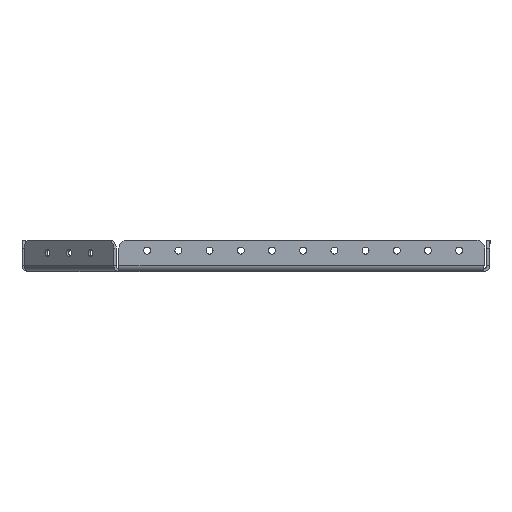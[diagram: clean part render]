
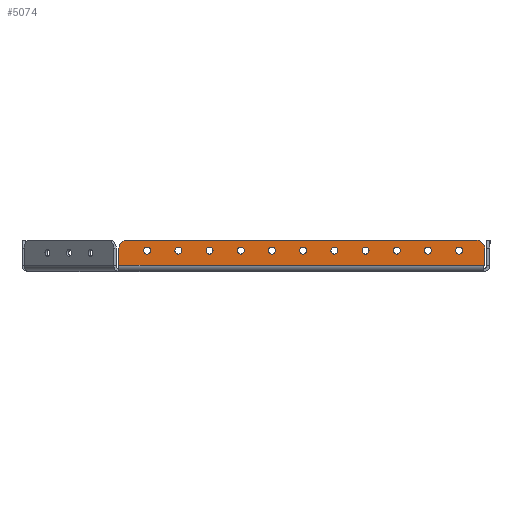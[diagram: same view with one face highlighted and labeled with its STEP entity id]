
A CAD part, left-side view. The second image highlights one B-rep face of the part: STEP entity #5074.
In plain terms, the highlighted planar face has unit normal (-1, 0, 0).
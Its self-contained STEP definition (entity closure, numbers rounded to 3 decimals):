
#102=FACE_BOUND('',#943,.T.);
#103=FACE_BOUND('',#944,.T.);
#104=FACE_BOUND('',#945,.T.);
#105=FACE_BOUND('',#946,.T.);
#106=FACE_BOUND('',#947,.T.);
#107=FACE_BOUND('',#948,.T.);
#108=FACE_BOUND('',#949,.T.);
#109=FACE_BOUND('',#950,.T.);
#110=FACE_BOUND('',#951,.T.);
#111=FACE_BOUND('',#952,.T.);
#112=FACE_BOUND('',#953,.T.);
#369=PLANE('',#5667);
#610=FACE_OUTER_BOUND('',#942,.T.);
#942=EDGE_LOOP('',(#4308,#4309,#4310,#4311,#4312,#4313,#4314));
#943=EDGE_LOOP('',(#4315));
#944=EDGE_LOOP('',(#4316));
#945=EDGE_LOOP('',(#4317));
#946=EDGE_LOOP('',(#4318));
#947=EDGE_LOOP('',(#4319));
#948=EDGE_LOOP('',(#4320));
#949=EDGE_LOOP('',(#4321));
#950=EDGE_LOOP('',(#4322));
#951=EDGE_LOOP('',(#4323));
#952=EDGE_LOOP('',(#4324));
#953=EDGE_LOOP('',(#4325));
#1197=LINE('',#7296,#1536);
#1254=LINE('',#7534,#1593);
#1476=LINE('',#8471,#1815);
#1479=LINE('',#8483,#1818);
#1481=LINE('',#8486,#1820);
#1536=VECTOR('',#5775,10.);
#1593=VECTOR('',#6000,10.);
#1815=VECTOR('',#7084,10.);
#1818=VECTOR('',#7097,10.);
#1820=VECTOR('',#7101,10.);
#1883=CIRCLE('',#5140,5.);
#1944=CIRCLE('',#5225,5.);
#2144=CIRCLE('',#5539,2.25);
#2146=CIRCLE('',#5543,2.25);
#2148=CIRCLE('',#5547,2.25);
#2150=CIRCLE('',#5551,2.25);
#2152=CIRCLE('',#5555,2.25);
#2154=CIRCLE('',#5559,2.25);
#2156=CIRCLE('',#5563,2.25);
#2158=CIRCLE('',#5567,2.25);
#2160=CIRCLE('',#5571,2.25);
#2162=CIRCLE('',#5575,2.25);
#2164=CIRCLE('',#5579,2.25);
#2233=VERTEX_POINT('',#7283);
#2234=VERTEX_POINT('',#7284);
#2238=VERTEX_POINT('',#7294);
#2334=VERTEX_POINT('',#7528);
#2335=VERTEX_POINT('',#7532);
#2535=VERTEX_POINT('',#8158);
#2537=VERTEX_POINT('',#8166);
#2539=VERTEX_POINT('',#8174);
#2541=VERTEX_POINT('',#8182);
#2543=VERTEX_POINT('',#8190);
#2545=VERTEX_POINT('',#8198);
#2547=VERTEX_POINT('',#8206);
#2549=VERTEX_POINT('',#8214);
#2551=VERTEX_POINT('',#8222);
#2553=VERTEX_POINT('',#8230);
#2555=VERTEX_POINT('',#8238);
#2619=VERTEX_POINT('',#8470);
#2623=VERTEX_POINT('',#8482);
#2673=EDGE_CURVE('',#2233,#2234,#1883,.T.);
#2679=EDGE_CURVE('',#2233,#2238,#1197,.T.);
#2793=EDGE_CURVE('',#2334,#2238,#1944,.T.);
#2796=EDGE_CURVE('',#2334,#2335,#1254,.T.);
#3109=EDGE_CURVE('',#2535,#2535,#2144,.T.);
#3113=EDGE_CURVE('',#2537,#2537,#2146,.T.);
#3117=EDGE_CURVE('',#2539,#2539,#2148,.T.);
#3121=EDGE_CURVE('',#2541,#2541,#2150,.T.);
#3125=EDGE_CURVE('',#2543,#2543,#2152,.T.);
#3129=EDGE_CURVE('',#2545,#2545,#2154,.T.);
#3133=EDGE_CURVE('',#2547,#2547,#2156,.T.);
#3137=EDGE_CURVE('',#2549,#2549,#2158,.T.);
#3141=EDGE_CURVE('',#2551,#2551,#2160,.T.);
#3145=EDGE_CURVE('',#2553,#2553,#2162,.T.);
#3149=EDGE_CURVE('',#2555,#2555,#2164,.T.);
#3264=EDGE_CURVE('',#2335,#2619,#1476,.T.);
#3270=EDGE_CURVE('',#2623,#2234,#1479,.T.);
#3272=EDGE_CURVE('',#2619,#2623,#1481,.T.);
#4308=ORIENTED_EDGE('',*,*,#2673,.F.);
#4309=ORIENTED_EDGE('',*,*,#2679,.T.);
#4310=ORIENTED_EDGE('',*,*,#2793,.F.);
#4311=ORIENTED_EDGE('',*,*,#2796,.T.);
#4312=ORIENTED_EDGE('',*,*,#3264,.T.);
#4313=ORIENTED_EDGE('',*,*,#3272,.T.);
#4314=ORIENTED_EDGE('',*,*,#3270,.T.);
#4315=ORIENTED_EDGE('',*,*,#3109,.T.);
#4316=ORIENTED_EDGE('',*,*,#3113,.T.);
#4317=ORIENTED_EDGE('',*,*,#3117,.T.);
#4318=ORIENTED_EDGE('',*,*,#3121,.T.);
#4319=ORIENTED_EDGE('',*,*,#3125,.T.);
#4320=ORIENTED_EDGE('',*,*,#3129,.T.);
#4321=ORIENTED_EDGE('',*,*,#3133,.T.);
#4322=ORIENTED_EDGE('',*,*,#3137,.T.);
#4323=ORIENTED_EDGE('',*,*,#3141,.T.);
#4324=ORIENTED_EDGE('',*,*,#3145,.T.);
#4325=ORIENTED_EDGE('',*,*,#3149,.T.);
#5074=ADVANCED_FACE('',(#610,#102,#103,#104,#105,#106,#107,#108,#109,#110,
#111,#112),#369,.T.);
#5140=AXIS2_PLACEMENT_3D('',#7285,#5765,#5766);
#5225=AXIS2_PLACEMENT_3D('',#7529,#5994,#5995);
#5539=AXIS2_PLACEMENT_3D('',#8160,#6738,#6739);
#5543=AXIS2_PLACEMENT_3D('',#8168,#6748,#6749);
#5547=AXIS2_PLACEMENT_3D('',#8176,#6758,#6759);
#5551=AXIS2_PLACEMENT_3D('',#8184,#6768,#6769);
#5555=AXIS2_PLACEMENT_3D('',#8192,#6778,#6779);
#5559=AXIS2_PLACEMENT_3D('',#8200,#6788,#6789);
#5563=AXIS2_PLACEMENT_3D('',#8208,#6798,#6799);
#5567=AXIS2_PLACEMENT_3D('',#8216,#6808,#6809);
#5571=AXIS2_PLACEMENT_3D('',#8224,#6818,#6819);
#5575=AXIS2_PLACEMENT_3D('',#8232,#6828,#6829);
#5579=AXIS2_PLACEMENT_3D('',#8240,#6838,#6839);
#5667=AXIS2_PLACEMENT_3D('',#8494,#7111,#7112);
#5765=DIRECTION('center_axis',(1.,0.,0.));
#5766=DIRECTION('ref_axis',(0.,-0.707,0.707));
#5775=DIRECTION('',(0.,1.,0.));
#5994=DIRECTION('center_axis',(1.,0.,0.));
#5995=DIRECTION('ref_axis',(0.,0.707,0.707));
#6000=DIRECTION('',(0.,0.,-1.));
#6738=DIRECTION('center_axis',(1.,0.,0.));
#6739=DIRECTION('ref_axis',(0.,0.,-1.));
#6748=DIRECTION('center_axis',(1.,0.,0.));
#6749=DIRECTION('ref_axis',(0.,0.,-1.));
#6758=DIRECTION('center_axis',(1.,0.,0.));
#6759=DIRECTION('ref_axis',(0.,0.,-1.));
#6768=DIRECTION('center_axis',(1.,0.,0.));
#6769=DIRECTION('ref_axis',(0.,0.,-1.));
#6778=DIRECTION('center_axis',(1.,0.,0.));
#6779=DIRECTION('ref_axis',(0.,0.,-1.));
#6788=DIRECTION('center_axis',(1.,0.,0.));
#6789=DIRECTION('ref_axis',(0.,0.,-1.));
#6798=DIRECTION('center_axis',(1.,0.,0.));
#6799=DIRECTION('ref_axis',(0.,0.,-1.));
#6808=DIRECTION('center_axis',(1.,0.,0.));
#6809=DIRECTION('ref_axis',(0.,0.,-1.));
#6818=DIRECTION('center_axis',(1.,0.,0.));
#6819=DIRECTION('ref_axis',(0.,0.,-1.));
#6828=DIRECTION('center_axis',(1.,0.,0.));
#6829=DIRECTION('ref_axis',(0.,0.,-1.));
#6838=DIRECTION('center_axis',(1.,0.,0.));
#6839=DIRECTION('ref_axis',(0.,0.,-1.));
#7084=DIRECTION('',(0.,-1.,0.));
#7097=DIRECTION('',(0.,0.,1.));
#7101=DIRECTION('',(0.,-1.,0.));
#7111=DIRECTION('center_axis',(-1.,0.,0.));
#7112=DIRECTION('ref_axis',(0.,0.,1.));
#7283=CARTESIAN_POINT('',(-201.,-141.586,20.));
#7284=CARTESIAN_POINT('',(-201.,-146.586,15.));
#7285=CARTESIAN_POINT('Origin',(-201.,-141.586,15.));
#7294=CARTESIAN_POINT('',(-201.,82.85,20.));
#7296=CARTESIAN_POINT('',(-201.,87.85,20.));
#7528=CARTESIAN_POINT('',(-201.,87.85,15.));
#7529=CARTESIAN_POINT('Origin',(-201.,82.85,15.));
#7532=CARTESIAN_POINT('',(-201.,87.85,4.));
#7534=CARTESIAN_POINT('',(-201.,87.85,4.));
#8158=CARTESIAN_POINT('',(-201.,29.795,15.664));
#8160=CARTESIAN_POINT('Origin',(-201.,29.795,13.414));
#8166=CARTESIAN_POINT('',(-201.,-50.205,15.664));
#8168=CARTESIAN_POINT('Origin',(-201.,-50.205,13.414));
#8174=CARTESIAN_POINT('',(-201.,-130.205,15.664));
#8176=CARTESIAN_POINT('Origin',(-201.,-130.205,13.414));
#8182=CARTESIAN_POINT('',(-201.,-70.205,15.664));
#8184=CARTESIAN_POINT('Origin',(-201.,-70.205,13.414));
#8190=CARTESIAN_POINT('',(-201.,9.795,15.664));
#8192=CARTESIAN_POINT('Origin',(-201.,9.795,13.414));
#8198=CARTESIAN_POINT('',(-201.,49.795,15.664));
#8200=CARTESIAN_POINT('Origin',(-201.,49.795,13.414));
#8206=CARTESIAN_POINT('',(-201.,-30.205,15.664));
#8208=CARTESIAN_POINT('Origin',(-201.,-30.205,13.414));
#8214=CARTESIAN_POINT('',(-201.,-110.205,15.664));
#8216=CARTESIAN_POINT('Origin',(-201.,-110.205,13.414));
#8222=CARTESIAN_POINT('',(-201.,-90.205,15.664));
#8224=CARTESIAN_POINT('Origin',(-201.,-90.205,13.414));
#8230=CARTESIAN_POINT('',(-201.,-10.205,15.664));
#8232=CARTESIAN_POINT('Origin',(-201.,-10.205,13.414));
#8238=CARTESIAN_POINT('',(-201.,69.795,15.664));
#8240=CARTESIAN_POINT('Origin',(-201.,69.795,13.414));
#8470=CARTESIAN_POINT('',(-201.,-146.,4.));
#8471=CARTESIAN_POINT('',(-201.,-29.219,4.));
#8482=CARTESIAN_POINT('',(-201.,-146.586,4.));
#8483=CARTESIAN_POINT('',(-201.,-146.586,4.));
#8486=CARTESIAN_POINT('',(-201.,-146.,4.));
#8494=CARTESIAN_POINT('Origin',(-201.,-29.363,9.743));
